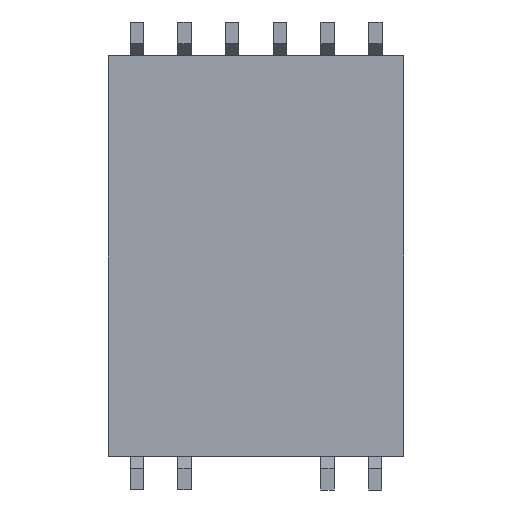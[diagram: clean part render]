
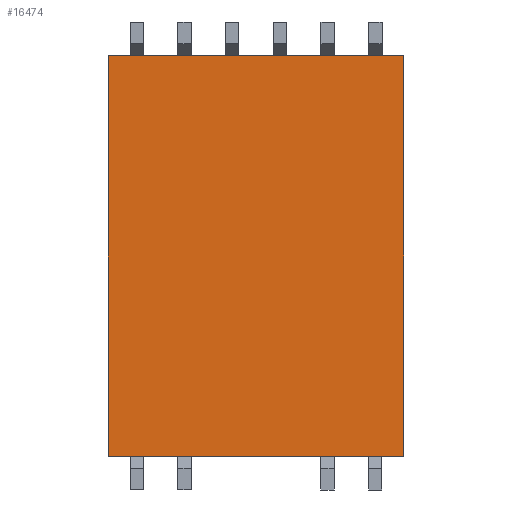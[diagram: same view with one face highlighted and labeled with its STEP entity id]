
A CAD part, front view. The second image highlights one B-rep face of the part: STEP entity #16474.
In plain terms, the highlighted planar face has unit normal (0, -1, 0).
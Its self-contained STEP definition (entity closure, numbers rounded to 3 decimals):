
#919 = EDGE_CURVE ( 'NONE', #1070, #7617, #1175, .T. ) ;
#984 = VECTOR ( 'NONE', #12612, 1000. ) ;
#1070 = VERTEX_POINT ( 'NONE', #3046 ) ;
#1175 = LINE ( 'NONE', #6838, #15512 ) ;
#1259 = DIRECTION ( 'NONE',  ( -1., 0., 0. ) ) ;
#1947 = DIRECTION ( 'NONE',  ( 0., 0., 1. ) ) ;
#2030 = LINE ( 'NONE', #11914, #11562 ) ;
#2728 = CARTESIAN_POINT ( 'NONE',  ( 7.745, 0., 10.5 ) ) ;
#2983 = VERTEX_POINT ( 'NONE', #6684 ) ;
#3009 = DIRECTION ( 'NONE',  ( 0., 0., 1. ) ) ;
#3046 = CARTESIAN_POINT ( 'NONE',  ( 7.745, 0., -10.5 ) ) ;
#4008 = LINE ( 'NONE', #2728, #984 ) ;
#4051 = EDGE_LOOP ( 'NONE', ( #14246, #15307, #5251, #13914 ) ) ;
#5251 = ORIENTED_EDGE ( 'NONE', *, *, #919, .F. ) ;
#6337 = CARTESIAN_POINT ( 'NONE',  ( 7.745, 0., 10.5 ) ) ;
#6504 = CARTESIAN_POINT ( 'NONE',  ( 7.745, 0., 10.5 ) ) ;
#6684 = CARTESIAN_POINT ( 'NONE',  ( -7.745, 0., 10.5 ) ) ;
#6838 = CARTESIAN_POINT ( 'NONE',  ( 7.745, 0., -10.5 ) ) ;
#7198 = EDGE_CURVE ( 'NONE', #7617, #2983, #2030, .T. ) ;
#7557 = VECTOR ( 'NONE', #14896, 1000. ) ;
#7617 = VERTEX_POINT ( 'NONE', #14353 ) ;
#9376 = EDGE_CURVE ( 'NONE', #9377, #1070, #13547, .T. ) ;
#9377 = VERTEX_POINT ( 'NONE', #6337 ) ;
#10843 = CARTESIAN_POINT ( 'NONE',  ( 7.745, 0., 10.5 ) ) ;
#11360 = EDGE_CURVE ( 'NONE', #2983, #9377, #4008, .T. ) ;
#11562 = VECTOR ( 'NONE', #1947, 1000. ) ;
#11914 = CARTESIAN_POINT ( 'NONE',  ( -7.745, 0., 10.5 ) ) ;
#12612 = DIRECTION ( 'NONE',  ( 1., 0., 0. ) ) ;
#12617 = DIRECTION ( 'NONE',  ( 0., 1., 0. ) ) ;
#13547 = LINE ( 'NONE', #6504, #7557 ) ;
#13914 = ORIENTED_EDGE ( 'NONE', *, *, #9376, .F. ) ;
#14246 = ORIENTED_EDGE ( 'NONE', *, *, #11360, .F. ) ;
#14353 = CARTESIAN_POINT ( 'NONE',  ( -7.745, 0., -10.5 ) ) ;
#14896 = DIRECTION ( 'NONE',  ( 0., 0., -1. ) ) ;
#15307 = ORIENTED_EDGE ( 'NONE', *, *, #7198, .F. ) ;
#15512 = VECTOR ( 'NONE', #1259, 1000. ) ;
#15799 = AXIS2_PLACEMENT_3D ( 'NONE', #10843, #12617, #3009 ) ;
#16435 = FACE_OUTER_BOUND ( 'NONE', #4051, .T. ) ;
#16474 = ADVANCED_FACE ( 'NONE', ( #16435 ), #16781, .F. ) ;
#16781 = PLANE ( 'NONE',  #15799 ) ;
